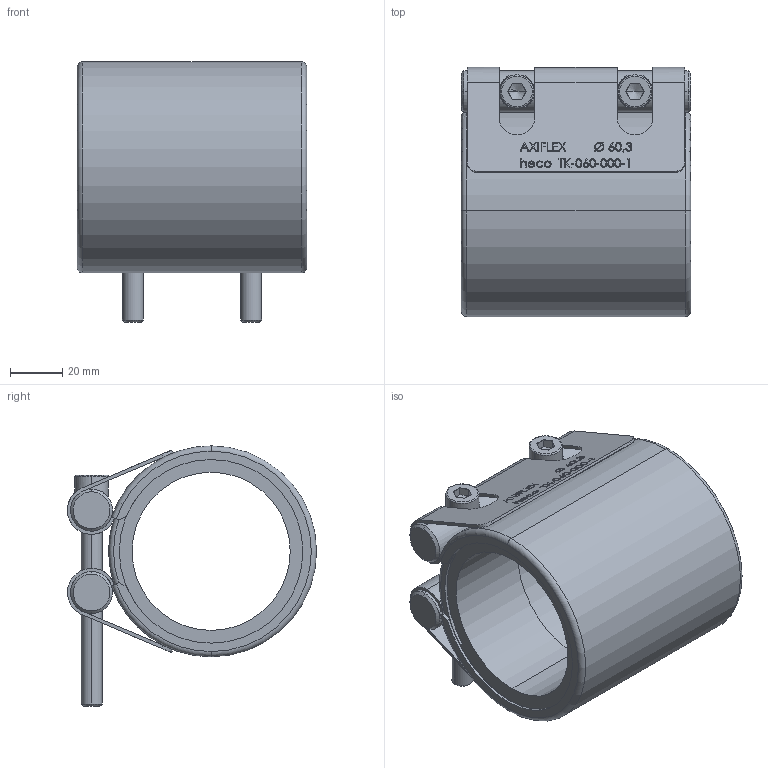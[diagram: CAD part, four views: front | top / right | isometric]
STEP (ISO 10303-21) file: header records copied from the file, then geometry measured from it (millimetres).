
FILE_DESCRIPTION (( 'STEP AP214' ), '1' );
FILE_NAME ('Axiflex Ø60,3 heco 1710.STEP', '2017-10-09T15:34:47', ( '' ), ( '' ), 'SwSTEP 2.0', 'SolidWorks 2016', '' );
FILE_SCHEMA (( 'AUTOMOTIVE_DESIGN' ));
Length unit declared in the file: millimetre
Products named in the file (1): Axiflex Ø60,3 heco 1710
Bounding box: 87.4 x 94.97 x 99.2 mm (x, y, z)
Volume: 222066.6 mm3; surface area: 104112.9 mm2
Topology: 1 solids, 1 shells, 585 faces, 1564 edges, 1008 vertices
Faces by surface type: plane 268, bspline 172, cylinder 87, cone 34, torus 24
Entity records: 33398 total; most frequent: CARTESIAN_POINT 16372, ORIENTED_EDGE 3120, DIRECTION 2234, EDGE_CURVE 1560, VERTEX_POINT 1008, LINE 898, VECTOR 898, AXIS2_PLACEMENT_3D 668
